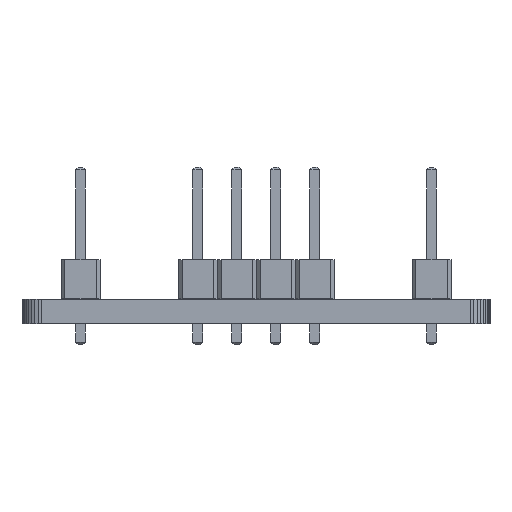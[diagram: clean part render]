
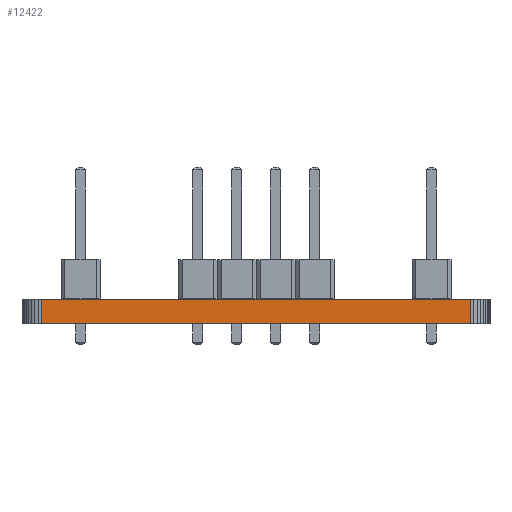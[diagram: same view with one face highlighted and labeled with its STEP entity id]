
A CAD part, front view. The second image highlights one B-rep face of the part: STEP entity #12422.
In plain terms, the highlighted planar face has unit normal (0, -1, 0).
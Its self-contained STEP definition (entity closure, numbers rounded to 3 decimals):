
#8259 = PLANE('',#8260);
#8260 = AXIS2_PLACEMENT_3D('',#8261,#8262,#8263);
#8261 = CARTESIAN_POINT('',(44.45,30.48,1.58));
#8262 = DIRECTION('',(-0.,-0.,-1.));
#8263 = DIRECTION('',(-1.,0.,0.));
#8313 = PLANE('',#8314);
#8314 = AXIS2_PLACEMENT_3D('',#8315,#8316,#8317);
#8315 = CARTESIAN_POINT('',(44.45,30.48,0.));
#8316 = DIRECTION('',(-0.,-0.,-1.));
#8317 = DIRECTION('',(-1.,0.,0.));
#8898 = VERTEX_POINT('',#8899);
#8899 = CARTESIAN_POINT('',(58.42,10.16,0.));
#8913 = PLANE('',#8914);
#8914 = AXIS2_PLACEMENT_3D('',#8915,#8916,#8917);
#8915 = CARTESIAN_POINT('',(58.641,10.179,0.));
#8916 = DIRECTION('',(0.087,-0.996,0.));
#8917 = DIRECTION('',(-0.996,-0.087,0.));
#8925 = EDGE_CURVE('',#8898,#8926,#8928,.T.);
#8926 = VERTEX_POINT('',#8927);
#8927 = CARTESIAN_POINT('',(30.48,10.16,0.));
#8928 = SURFACE_CURVE('',#8929,(#8933,#8940),.PCURVE_S1.);
#8929 = LINE('',#8930,#8931);
#8930 = CARTESIAN_POINT('',(58.42,10.16,0.));
#8931 = VECTOR('',#8932,1.);
#8932 = DIRECTION('',(-1.,0.,0.));
#8933 = PCURVE('',#8313,#8934);
#8934 = DEFINITIONAL_REPRESENTATION('',(#8935),#8939);
#8935 = LINE('',#8936,#8937);
#8936 = CARTESIAN_POINT('',(-13.97,-20.32));
#8937 = VECTOR('',#8938,1.);
#8938 = DIRECTION('',(1.,0.));
#8939 = ( GEOMETRIC_REPRESENTATION_CONTEXT(2) 
PARAMETRIC_REPRESENTATION_CONTEXT() REPRESENTATION_CONTEXT('2D SPACE',''
  ) );
#8940 = PCURVE('',#8941,#8946);
#8941 = PLANE('',#8942);
#8942 = AXIS2_PLACEMENT_3D('',#8943,#8944,#8945);
#8943 = CARTESIAN_POINT('',(58.42,10.16,0.));
#8944 = DIRECTION('',(0.,-1.,0.));
#8945 = DIRECTION('',(-1.,0.,0.));
#8946 = DEFINITIONAL_REPRESENTATION('',(#8947),#8951);
#8947 = LINE('',#8948,#8949);
#8948 = CARTESIAN_POINT('',(0.,-0.));
#8949 = VECTOR('',#8950,1.);
#8950 = DIRECTION('',(1.,0.));
#8951 = ( GEOMETRIC_REPRESENTATION_CONTEXT(2) 
PARAMETRIC_REPRESENTATION_CONTEXT() REPRESENTATION_CONTEXT('2D SPACE',''
  ) );
#8969 = PLANE('',#8970);
#8970 = AXIS2_PLACEMENT_3D('',#8971,#8972,#8973);
#8971 = CARTESIAN_POINT('',(30.48,10.16,0.));
#8972 = DIRECTION('',(-0.087,-0.996,0.));
#8973 = DIRECTION('',(-0.996,0.087,0.));
#10488 = VERTEX_POINT('',#10489);
#10489 = CARTESIAN_POINT('',(58.42,10.16,1.58));
#10510 = EDGE_CURVE('',#10488,#10511,#10513,.T.);
#10511 = VERTEX_POINT('',#10512);
#10512 = CARTESIAN_POINT('',(30.48,10.16,1.58));
#10513 = SURFACE_CURVE('',#10514,(#10518,#10525),.PCURVE_S1.);
#10514 = LINE('',#10515,#10516);
#10515 = CARTESIAN_POINT('',(58.42,10.16,1.58));
#10516 = VECTOR('',#10517,1.);
#10517 = DIRECTION('',(-1.,0.,0.));
#10518 = PCURVE('',#8259,#10519);
#10519 = DEFINITIONAL_REPRESENTATION('',(#10520),#10524);
#10520 = LINE('',#10521,#10522);
#10521 = CARTESIAN_POINT('',(-13.97,-20.32));
#10522 = VECTOR('',#10523,1.);
#10523 = DIRECTION('',(1.,0.));
#10524 = ( GEOMETRIC_REPRESENTATION_CONTEXT(2) 
PARAMETRIC_REPRESENTATION_CONTEXT() REPRESENTATION_CONTEXT('2D SPACE',''
  ) );
#10525 = PCURVE('',#8941,#10526);
#10526 = DEFINITIONAL_REPRESENTATION('',(#10527),#10531);
#10527 = LINE('',#10528,#10529);
#10528 = CARTESIAN_POINT('',(0.,-1.58));
#10529 = VECTOR('',#10530,1.);
#10530 = DIRECTION('',(1.,0.));
#10531 = ( GEOMETRIC_REPRESENTATION_CONTEXT(2) 
PARAMETRIC_REPRESENTATION_CONTEXT() REPRESENTATION_CONTEXT('2D SPACE',''
  ) );
#12374 = EDGE_CURVE('',#8898,#10488,#12375,.T.);
#12375 = SURFACE_CURVE('',#12376,(#12380,#12387),.PCURVE_S1.);
#12376 = LINE('',#12377,#12378);
#12377 = CARTESIAN_POINT('',(58.42,10.16,0.));
#12378 = VECTOR('',#12379,1.);
#12379 = DIRECTION('',(0.,0.,1.));
#12380 = PCURVE('',#8913,#12381);
#12381 = DEFINITIONAL_REPRESENTATION('',(#12382),#12386);
#12382 = LINE('',#12383,#12384);
#12383 = CARTESIAN_POINT('',(0.221,0.));
#12384 = VECTOR('',#12385,1.);
#12385 = DIRECTION('',(0.,-1.));
#12386 = ( GEOMETRIC_REPRESENTATION_CONTEXT(2) 
PARAMETRIC_REPRESENTATION_CONTEXT() REPRESENTATION_CONTEXT('2D SPACE',''
  ) );
#12387 = PCURVE('',#8941,#12388);
#12388 = DEFINITIONAL_REPRESENTATION('',(#12389),#12393);
#12389 = LINE('',#12390,#12391);
#12390 = CARTESIAN_POINT('',(0.,-0.));
#12391 = VECTOR('',#12392,1.);
#12392 = DIRECTION('',(0.,-1.));
#12393 = ( GEOMETRIC_REPRESENTATION_CONTEXT(2) 
PARAMETRIC_REPRESENTATION_CONTEXT() REPRESENTATION_CONTEXT('2D SPACE',''
  ) );
#12422 = ADVANCED_FACE('',(#12423),#8941,.T.);
#12423 = FACE_BOUND('',#12424,.T.);
#12424 = EDGE_LOOP('',(#12425,#12426,#12427,#12448));
#12425 = ORIENTED_EDGE('',*,*,#12374,.T.);
#12426 = ORIENTED_EDGE('',*,*,#10510,.T.);
#12427 = ORIENTED_EDGE('',*,*,#12428,.F.);
#12428 = EDGE_CURVE('',#8926,#10511,#12429,.T.);
#12429 = SURFACE_CURVE('',#12430,(#12434,#12441),.PCURVE_S1.);
#12430 = LINE('',#12431,#12432);
#12431 = CARTESIAN_POINT('',(30.48,10.16,0.));
#12432 = VECTOR('',#12433,1.);
#12433 = DIRECTION('',(0.,0.,1.));
#12434 = PCURVE('',#8941,#12435);
#12435 = DEFINITIONAL_REPRESENTATION('',(#12436),#12440);
#12436 = LINE('',#12437,#12438);
#12437 = CARTESIAN_POINT('',(27.94,0.));
#12438 = VECTOR('',#12439,1.);
#12439 = DIRECTION('',(0.,-1.));
#12440 = ( GEOMETRIC_REPRESENTATION_CONTEXT(2) 
PARAMETRIC_REPRESENTATION_CONTEXT() REPRESENTATION_CONTEXT('2D SPACE',''
  ) );
#12441 = PCURVE('',#8969,#12442);
#12442 = DEFINITIONAL_REPRESENTATION('',(#12443),#12447);
#12443 = LINE('',#12444,#12445);
#12444 = CARTESIAN_POINT('',(0.,0.));
#12445 = VECTOR('',#12446,1.);
#12446 = DIRECTION('',(0.,-1.));
#12447 = ( GEOMETRIC_REPRESENTATION_CONTEXT(2) 
PARAMETRIC_REPRESENTATION_CONTEXT() REPRESENTATION_CONTEXT('2D SPACE',''
  ) );
#12448 = ORIENTED_EDGE('',*,*,#8925,.F.);
